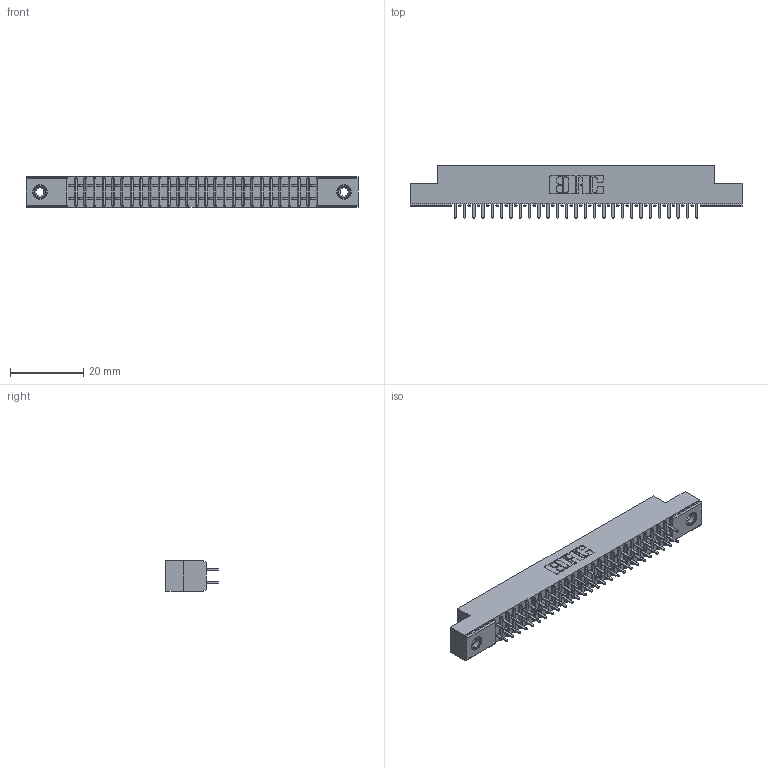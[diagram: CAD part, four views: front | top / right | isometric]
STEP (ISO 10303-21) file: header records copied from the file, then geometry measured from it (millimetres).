
FILE_DESCRIPTION (( 'STEP AP203' ), '1' );
FILE_NAME ('391-054-520-208.STEP', '2018-08-09T06:52:39', ( '' ), ( '' ), 'SwSTEP 2.0', 'SolidWorks 2016', '' );
FILE_SCHEMA (( 'CONFIG_CONTROL_DESIGN' ));
Length unit declared in the file: inch
Products named in the file (4): 341-292-001_341-292-120; 345-250-001_345-250-003-102; 391-054-520-208; 341 Part_.156 (3.96) Dia Mounting Holes
Assembly tree (57 placements, depth 2):
  391-054-520-208
    341 Part_.156 (3.96) Dia Mounting Holes
    341-292-001_341-292-120  x54
    345-250-001_345-250-003-102  x2
Bounding box: 90.81 x 14.27 x 8.38 mm (x, y, z)
Volume: 5151.6 mm3; surface area: 11006.7 mm2
Topology: 57 solids, 57 shells, 3740 faces, 10793 edges, 6986 vertices
Faces by surface type: plane 2260, cylinder 1356, sphere 56, torus 56, cone 12
Entity records: 35859 total; most frequent: CARTESIAN_POINT 5944, ORIENTED_EDGE 5898, DIRECTION 5789, EDGE_CURVE 2949, LINE 2363, VECTOR 2363, VERTEX_POINT 1868, AXIS2_PLACEMENT_3D 1713
